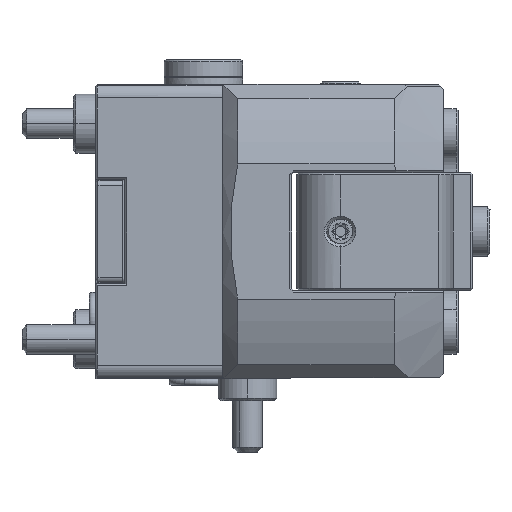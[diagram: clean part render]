
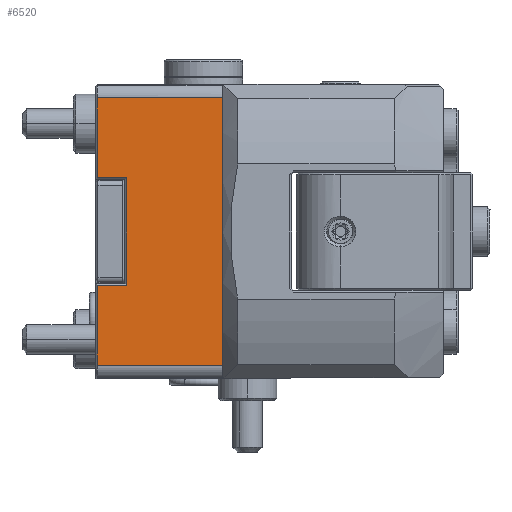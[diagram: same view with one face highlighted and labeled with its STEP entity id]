
A CAD part, left-side view. The second image highlights one B-rep face of the part: STEP entity #6520.
In plain terms, the highlighted planar face has unit normal (-1, 0, 0).
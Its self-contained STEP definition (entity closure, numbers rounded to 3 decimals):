
#382 = CARTESIAN_POINT ( 'NONE',  ( -21., 0., 5.475 ) ) ;
#465 = VERTEX_POINT ( 'NONE', #106362 ) ;
#1327 = DIRECTION ( 'NONE',  ( 1., 0., 0. ) ) ;
#3948 = VERTEX_POINT ( 'NONE', #24442 ) ;
#4552 = DIRECTION ( 'NONE',  ( 0., 0., -1. ) ) ;
#6520 = ADVANCED_FACE ( 'NONE', ( #109362 ), #26223, .F. ) ;
#7061 = ORIENTED_EDGE ( 'NONE', *, *, #43609, .T. ) ;
#7478 = LINE ( 'NONE', #81413, #8093 ) ;
#7700 = ORIENTED_EDGE ( 'NONE', *, *, #54677, .T. ) ;
#8093 = VECTOR ( 'NONE', #91159, 1000. ) ;
#12362 = CARTESIAN_POINT ( 'NONE',  ( -21., -0.2, -5.475 ) ) ;
#14236 = VECTOR ( 'NONE', #50046, 1000. ) ;
#16946 = LINE ( 'NONE', #100108, #61033 ) ;
#18901 = EDGE_CURVE ( 'NONE', #41128, #72713, #7478, .T. ) ;
#19727 = LINE ( 'NONE', #382, #23747 ) ;
#23314 = LINE ( 'NONE', #60307, #38834 ) ;
#23601 = VERTEX_POINT ( 'NONE', #12362 ) ;
#23747 = VECTOR ( 'NONE', #37343, 1000. ) ;
#24442 = CARTESIAN_POINT ( 'NONE',  ( -21., -0.2, 13.634 ) ) ;
#24774 = EDGE_CURVE ( 'NONE', #465, #72713, #57362, .T. ) ;
#24929 = CARTESIAN_POINT ( 'NONE',  ( -21., -3.2, 15. ) ) ;
#26223 = PLANE ( 'NONE',  #30843 ) ;
#29815 = VECTOR ( 'NONE', #98957, 1000. ) ;
#29950 = VECTOR ( 'NONE', #48805, 1000. ) ;
#30843 = AXIS2_PLACEMENT_3D ( 'NONE', #92361, #1327, #39483 ) ;
#31382 = CARTESIAN_POINT ( 'NONE',  ( -21., -13., -13.634 ) ) ;
#32581 = ORIENTED_EDGE ( 'NONE', *, *, #85265, .T. ) ;
#37343 = DIRECTION ( 'NONE',  ( 0., -1., 0. ) ) ;
#38572 = CARTESIAN_POINT ( 'NONE',  ( -21., -13., -13.634 ) ) ;
#38834 = VECTOR ( 'NONE', #4552, 1000. ) ;
#39483 = DIRECTION ( 'NONE',  ( 0., -1., 0. ) ) ;
#41128 = VERTEX_POINT ( 'NONE', #59386 ) ;
#41572 = LINE ( 'NONE', #60956, #104422 ) ;
#43041 = DIRECTION ( 'NONE',  ( 0., 0., -1. ) ) ;
#43609 = EDGE_CURVE ( 'NONE', #41128, #3948, #41572, .T. ) ;
#46342 = ORIENTED_EDGE ( 'NONE', *, *, #66156, .T. ) ;
#48805 = DIRECTION ( 'NONE',  ( 0., 1., 0. ) ) ;
#50046 = DIRECTION ( 'NONE',  ( 0., -1., 0. ) ) ;
#52670 = EDGE_LOOP ( 'NONE', ( #7061, #46342, #55037, #79128, #32581, #7700, #81855, #93850 ) ) ;
#53183 = VERTEX_POINT ( 'NONE', #99480 ) ;
#54677 = EDGE_CURVE ( 'NONE', #23601, #465, #16946, .T. ) ;
#55037 = ORIENTED_EDGE ( 'NONE', *, *, #117122, .T. ) ;
#55274 = VERTEX_POINT ( 'NONE', #67737 ) ;
#57362 = LINE ( 'NONE', #38572, #14236 ) ;
#59386 = CARTESIAN_POINT ( 'NONE',  ( -21., -13., 13.634 ) ) ;
#60307 = CARTESIAN_POINT ( 'NONE',  ( -21., -0.2, 15. ) ) ;
#60956 = CARTESIAN_POINT ( 'NONE',  ( -21., 0., 13.634 ) ) ;
#61033 = VECTOR ( 'NONE', #43041, 1000. ) ;
#66156 = EDGE_CURVE ( 'NONE', #3948, #55274, #23314, .T. ) ;
#67737 = CARTESIAN_POINT ( 'NONE',  ( -21., -0.2, 5.475 ) ) ;
#72713 = VERTEX_POINT ( 'NONE', #31382 ) ;
#76257 = VERTEX_POINT ( 'NONE', #113355 ) ;
#77291 = LINE ( 'NONE', #114387, #29950 ) ;
#79128 = ORIENTED_EDGE ( 'NONE', *, *, #101610, .T. ) ;
#81413 = CARTESIAN_POINT ( 'NONE',  ( -21., -13., 15. ) ) ;
#81855 = ORIENTED_EDGE ( 'NONE', *, *, #24774, .T. ) ;
#85265 = EDGE_CURVE ( 'NONE', #53183, #23601, #77291, .T. ) ;
#91159 = DIRECTION ( 'NONE',  ( 0., 0., -1. ) ) ;
#92361 = CARTESIAN_POINT ( 'NONE',  ( -21., 0., 15. ) ) ;
#93850 = ORIENTED_EDGE ( 'NONE', *, *, #18901, .F. ) ;
#98378 = LINE ( 'NONE', #24929, #29815 ) ;
#98607 = DIRECTION ( 'NONE',  ( 0., 1., 0. ) ) ;
#98957 = DIRECTION ( 'NONE',  ( 0., 0., -1. ) ) ;
#99480 = CARTESIAN_POINT ( 'NONE',  ( -21., -3.2, -5.475 ) ) ;
#100108 = CARTESIAN_POINT ( 'NONE',  ( -21., -0.2, 15. ) ) ;
#101610 = EDGE_CURVE ( 'NONE', #76257, #53183, #98378, .T. ) ;
#104422 = VECTOR ( 'NONE', #98607, 1000. ) ;
#106362 = CARTESIAN_POINT ( 'NONE',  ( -21., -0.2, -13.634 ) ) ;
#109362 = FACE_OUTER_BOUND ( 'NONE', #52670, .T. ) ;
#113355 = CARTESIAN_POINT ( 'NONE',  ( -21., -3.2, 5.475 ) ) ;
#114387 = CARTESIAN_POINT ( 'NONE',  ( -21., 0., -5.475 ) ) ;
#117122 = EDGE_CURVE ( 'NONE', #55274, #76257, #19727, .T. ) ;
